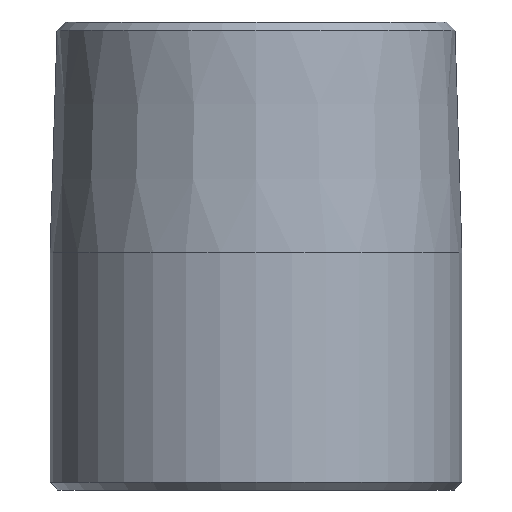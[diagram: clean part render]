
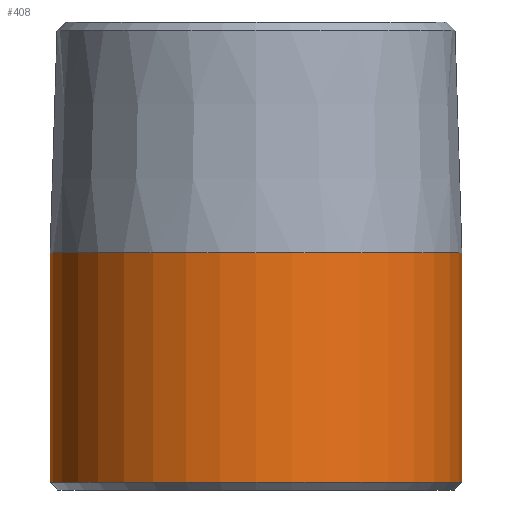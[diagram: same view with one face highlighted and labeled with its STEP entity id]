
A CAD part, front view. The second image highlights one B-rep face of the part: STEP entity #408.
In plain terms, the highlighted cylindrical face has radius 16.764 mm (diameter 33.528 mm), a partial arc.
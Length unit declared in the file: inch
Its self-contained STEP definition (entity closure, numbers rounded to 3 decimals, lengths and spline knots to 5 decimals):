
#15 = ORIENTED_EDGE ( 'NONE', *, *, #111, .F. ) ;
#19 = ORIENTED_EDGE ( 'NONE', *, *, #451, .T. ) ;
#25 = CARTESIAN_POINT ( 'NONE',  ( 0., 0., 0.76 ) ) ;
#31 = DIRECTION ( 'NONE',  ( 0., 0., -1. ) ) ;
#32 = DIRECTION ( 'NONE',  ( 0., 0., -1. ) ) ;
#39 = EDGE_CURVE ( 'NONE', #479, #95, #388, .T. ) ;
#41 = CIRCLE ( 'NONE', #335, 0.66 ) ;
#46 = DIRECTION ( 'NONE',  ( 1., 0., 0. ) ) ;
#55 = CARTESIAN_POINT ( 'NONE',  ( 0.66, 0., 0.76 ) ) ;
#65 = EDGE_LOOP ( 'NONE', ( #15, #19, #382, #380 ) ) ;
#67 = FACE_OUTER_BOUND ( 'NONE', #65, .T. ) ;
#89 = DIRECTION ( 'NONE',  ( 0., 0., -1. ) ) ;
#95 = VERTEX_POINT ( 'NONE', #246 ) ;
#111 = EDGE_CURVE ( 'NONE', #314, #476, #331, .T. ) ;
#160 = CARTESIAN_POINT ( 'NONE',  ( -0.66, 0., 1.5 ) ) ;
#195 = AXIS2_PLACEMENT_3D ( 'NONE', #306, #31, #500 ) ;
#197 = EDGE_CURVE ( 'NONE', #95, #476, #41, .T. ) ;
#246 = CARTESIAN_POINT ( 'NONE',  ( -0.66, 0., 0.025 ) ) ;
#261 = AXIS2_PLACEMENT_3D ( 'NONE', #25, #308, #265 ) ;
#265 = DIRECTION ( 'NONE',  ( -1., 0., 0. ) ) ;
#273 = CYLINDRICAL_SURFACE ( 'NONE', #195, 0.66 ) ;
#306 = CARTESIAN_POINT ( 'NONE',  ( 0., 0., 1.5 ) ) ;
#308 = DIRECTION ( 'NONE',  ( 0., 0., -1. ) ) ;
#314 = VERTEX_POINT ( 'NONE', #55 ) ;
#324 = DIRECTION ( 'NONE',  ( 0., 0., 1. ) ) ;
#326 = CARTESIAN_POINT ( 'NONE',  ( 0.66, 0., 1.5 ) ) ;
#331 = LINE ( 'NONE', #326, #362 ) ;
#335 = AXIS2_PLACEMENT_3D ( 'NONE', #437, #324, #46 ) ;
#353 = CARTESIAN_POINT ( 'NONE',  ( -0.66, 0., 0.76 ) ) ;
#362 = VECTOR ( 'NONE', #89, 39.37008 ) ;
#377 = VECTOR ( 'NONE', #32, 39.37008 ) ;
#380 = ORIENTED_EDGE ( 'NONE', *, *, #197, .T. ) ;
#382 = ORIENTED_EDGE ( 'NONE', *, *, #39, .T. ) ;
#388 = LINE ( 'NONE', #160, #377 ) ;
#398 = CIRCLE ( 'NONE', #261, 0.66 ) ;
#408 = ADVANCED_FACE ( 'NONE', ( #67 ), #273, .T. ) ;
#420 = CARTESIAN_POINT ( 'NONE',  ( 0.66, 0., 0.025 ) ) ;
#437 = CARTESIAN_POINT ( 'NONE',  ( 0., 0., 0.025 ) ) ;
#451 = EDGE_CURVE ( 'NONE', #314, #479, #398, .T. ) ;
#476 = VERTEX_POINT ( 'NONE', #420 ) ;
#479 = VERTEX_POINT ( 'NONE', #353 ) ;
#500 = DIRECTION ( 'NONE',  ( -1., 0., 0. ) ) ;
